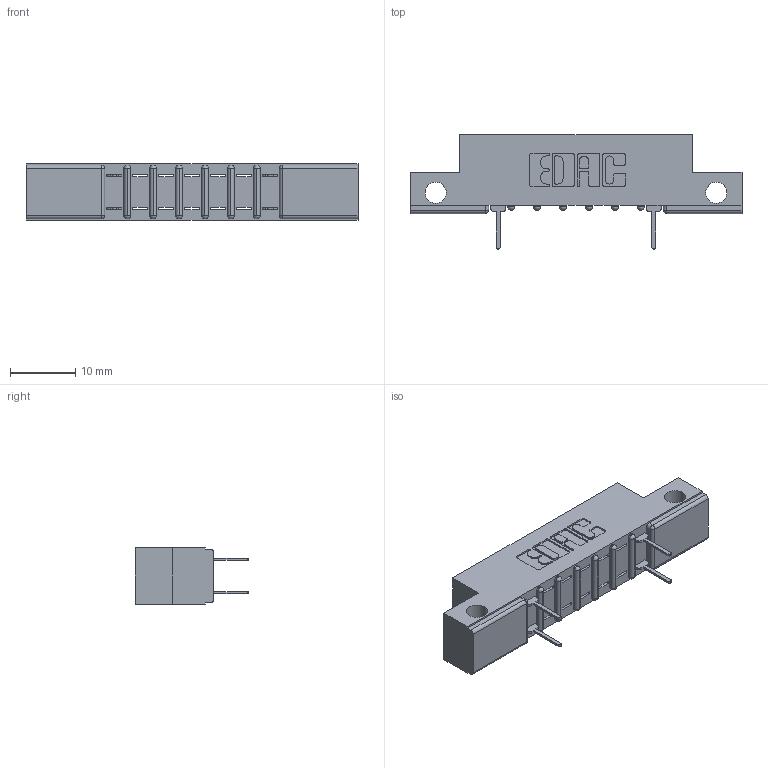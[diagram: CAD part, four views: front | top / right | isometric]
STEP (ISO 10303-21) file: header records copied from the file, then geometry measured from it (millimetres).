
FILE_DESCRIPTION (( 'STEP AP203' ), '1' );
FILE_NAME ('357-014-524-212.STEP', '2018-08-08T00:17:55', ( '' ), ( '' ), 'SwSTEP 2.0', 'SolidWorks 2016', '' );
FILE_SCHEMA (( 'CONFIG_CONTROL_DESIGN' ));
Length unit declared in the file: inch
Products named in the file (3): 307 Part_.128 Dia Side Mounting Holes; 307-290-001_524; 357-014-524-212
Assembly tree (5 placements, depth 2):
  357-014-524-212
    307 Part_.128 Dia Side Mounting Holes
    307-290-001_524  x4
Bounding box: 50.75 x 17.42 x 8.71 mm (x, y, z)
Volume: 3114.5 mm3; surface area: 3809.1 mm2
Topology: 5 solids, 5 shells, 410 faces, 1163 edges, 746 vertices
Faces by surface type: plane 254, cylinder 140, sphere 16
Entity records: 10190 total; most frequent: CARTESIAN_POINT 1717, ORIENTED_EDGE 1706, DIRECTION 1687, EDGE_CURVE 853, VECTOR 639, LINE 639, VERTEX_POINT 554, AXIS2_PLACEMENT_3D 524
